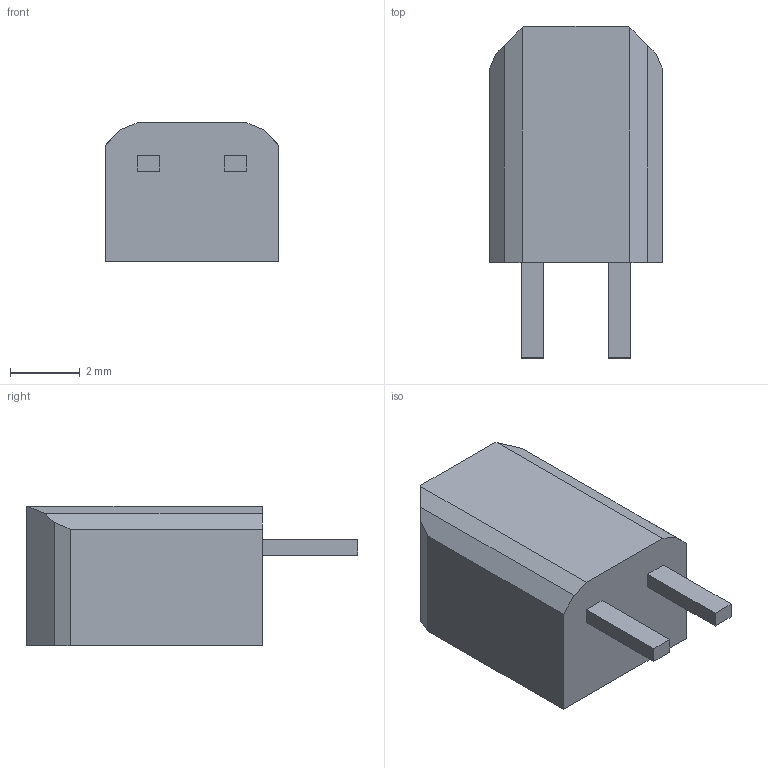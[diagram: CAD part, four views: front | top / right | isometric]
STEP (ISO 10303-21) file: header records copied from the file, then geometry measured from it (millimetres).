
FILE_DESCRIPTION (( 'STEP AP203' ), '1' );
FILE_NAME ('bpw41n-kizilotesi-fotodiyot.STEP', '2022-01-10T21:17:17', ( '' ), ( '' ), 'SwSTEP 2.0', 'SolidWorks 2021', '' );
FILE_SCHEMA (( 'CONFIG_CONTROL_DESIGN' ));
Length unit declared in the file: millimetre
Products named in the file (1): bpw41n-kizilotesi-fotodiyot
Bounding box: 5 x 9.55 x 4 mm (x, y, z)
Volume: 130.5 mm3; surface area: 161.5 mm2
Topology: 1 solids, 1 shells, 24 faces, 60 edges, 40 vertices
Faces by surface type: plane 24
Entity records: 781 total; most frequent: CARTESIAN_POINT 125, ORIENTED_EDGE 120, DIRECTION 110, LINE 60, VECTOR 60, EDGE_CURVE 60, VERTEX_POINT 40, EDGE_LOOP 26
